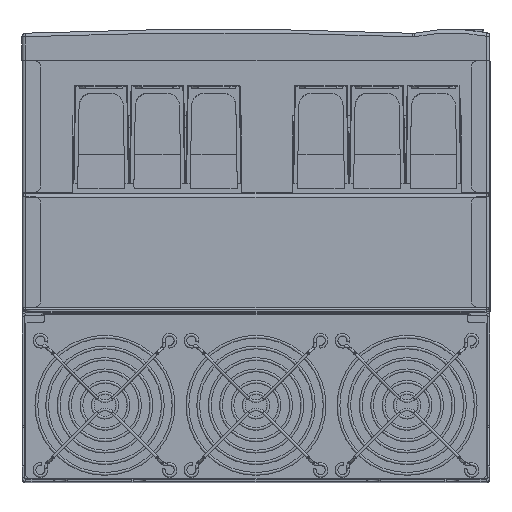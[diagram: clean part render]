
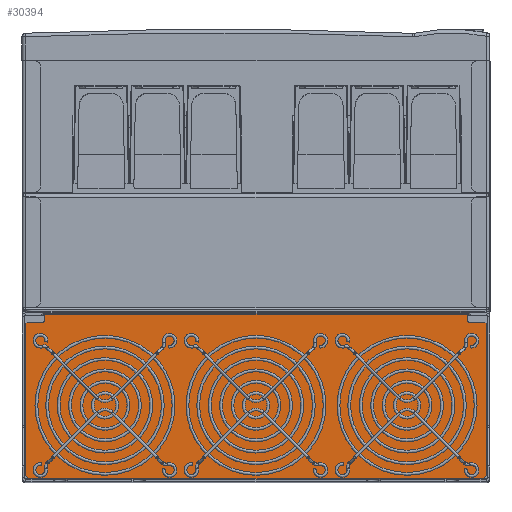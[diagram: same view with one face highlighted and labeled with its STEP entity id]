
A CAD part, top view. The second image highlights one B-rep face of the part: STEP entity #30394.
In plain terms, the highlighted planar face has unit normal (0, 0, 1).
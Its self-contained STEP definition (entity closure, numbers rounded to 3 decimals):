
#160 = ORIENTED_EDGE ( 'NONE', *, *, #4882, .F. ) ;
#415 = CARTESIAN_POINT ( 'NONE',  ( -135., -6., 40.5 ) ) ;
#591 = ORIENTED_EDGE ( 'NONE', *, *, #36985, .T. ) ;
#717 = VECTOR ( 'NONE', #12720, 1000. ) ;
#2210 = CARTESIAN_POINT ( 'NONE',  ( -147.25, -1.25, 40.5 ) ) ;
#2728 = AXIS2_PLACEMENT_3D ( 'NONE', #11211, #3926, #23782 ) ;
#2842 = DIRECTION ( 'NONE',  ( 1., 0., 0. ) ) ;
#3089 = EDGE_CURVE ( 'NONE', #15425, #26529, #23924, .T. ) ;
#3455 = CARTESIAN_POINT ( 'NONE',  ( 147.25, -1.25, 40.5 ) ) ;
#3926 = DIRECTION ( 'NONE',  ( 0., 0., 1. ) ) ;
#4100 = DIRECTION ( 'NONE',  ( -1., 0., 0. ) ) ;
#4336 = CARTESIAN_POINT ( 'NONE',  ( -147.25, -8., 40.5 ) ) ;
#4434 = VECTOR ( 'NONE', #22063, 1000. ) ;
#4441 = LINE ( 'NONE', #3455, #39408 ) ;
#4882 = EDGE_CURVE ( 'NONE', #23680, #39103, #18497, .T. ) ;
#4952 = CARTESIAN_POINT ( 'NONE',  ( 147.25, -105.25, 40.5 ) ) ;
#5293 = AXIS2_PLACEMENT_3D ( 'NONE', #25174, #15449, #4100 ) ;
#5441 = LINE ( 'NONE', #2210, #28735 ) ;
#5492 = VERTEX_POINT ( 'NONE', #4952 ) ;
#6116 = CARTESIAN_POINT ( 'NONE',  ( 145.25, -107.25, 40.5 ) ) ;
#6583 = ORIENTED_EDGE ( 'NONE', *, *, #13726, .F. ) ;
#6738 = LINE ( 'NONE', #30477, #717 ) ;
#7025 = VERTEX_POINT ( 'NONE', #4336 ) ;
#7349 = VECTOR ( 'NONE', #10602, 1000. ) ;
#8436 = VERTEX_POINT ( 'NONE', #26749 ) ;
#8613 = CARTESIAN_POINT ( 'NONE',  ( -123.25, 16., 40.5 ) ) ;
#8704 = CARTESIAN_POINT ( 'NONE',  ( -145.25, -107.25, 40.5 ) ) ;
#10208 = ORIENTED_EDGE ( 'NONE', *, *, #31588, .F. ) ;
#10495 = CARTESIAN_POINT ( 'NONE',  ( 147.25, -8., 40.5 ) ) ;
#10602 = DIRECTION ( 'NONE',  ( 1., 0., 0. ) ) ;
#11162 = VECTOR ( 'NONE', #14571, 1000. ) ;
#11211 = CARTESIAN_POINT ( 'NONE',  ( 136., -6., 40.5 ) ) ;
#11274 = VECTOR ( 'NONE', #2842, 1000. ) ;
#11928 = CARTESIAN_POINT ( 'NONE',  ( 135., -107.25, 40.5 ) ) ;
#12118 = VERTEX_POINT ( 'NONE', #12375 ) ;
#12124 = ORIENTED_EDGE ( 'NONE', *, *, #24278, .T. ) ;
#12375 = CARTESIAN_POINT ( 'NONE',  ( -135., -1.987, 40.5 ) ) ;
#12648 = EDGE_CURVE ( 'NONE', #5492, #18735, #4441, .T. ) ;
#12720 = DIRECTION ( 'NONE',  ( -0.707, 0.707, 0. ) ) ;
#12744 = LINE ( 'NONE', #8613, #29559 ) ;
#13726 = EDGE_CURVE ( 'NONE', #8436, #23680, #16937, .T. ) ;
#13734 = EDGE_CURVE ( 'NONE', #12118, #21754, #39215, .T. ) ;
#14057 = EDGE_CURVE ( 'NONE', #18735, #39103, #6738, .T. ) ;
#14571 = DIRECTION ( 'NONE',  ( -0.707, 0.707, 0. ) ) ;
#14643 = CIRCLE ( 'NONE', #5293, 1. ) ;
#14718 = FACE_OUTER_BOUND ( 'NONE', #31090, .T. ) ;
#15425 = VERTEX_POINT ( 'NONE', #19060 ) ;
#15449 = DIRECTION ( 'NONE',  ( 0., 0., -1. ) ) ;
#15702 = CARTESIAN_POINT ( 'NONE',  ( 135., -1.987, 40.5 ) ) ;
#16937 = CIRCLE ( 'NONE', #2728, 1. ) ;
#17079 = CARTESIAN_POINT ( 'NONE',  ( -72.625, -179.875, 40.5 ) ) ;
#17197 = VECTOR ( 'NONE', #26915, 1000. ) ;
#17429 = EDGE_CURVE ( 'NONE', #36245, #38154, #27258, .T. ) ;
#17670 = DIRECTION ( 'NONE',  ( 0., 0., 1. ) ) ;
#17723 = EDGE_CURVE ( 'NONE', #7025, #26529, #12744, .T. ) ;
#18497 = LINE ( 'NONE', #22710, #17197 ) ;
#18735 = VERTEX_POINT ( 'NONE', #10495 ) ;
#18930 = PLANE ( 'NONE',  #25311 ) ;
#19060 = CARTESIAN_POINT ( 'NONE',  ( -136., -7., 40.5 ) ) ;
#19671 = CARTESIAN_POINT ( 'NONE',  ( 146.25, -7., 40.5 ) ) ;
#19766 = ORIENTED_EDGE ( 'NONE', *, *, #14057, .T. ) ;
#20746 = ORIENTED_EDGE ( 'NONE', *, *, #37854, .T. ) ;
#21017 = ORIENTED_EDGE ( 'NONE', *, *, #3089, .T. ) ;
#21180 = VERTEX_POINT ( 'NONE', #15702 ) ;
#21206 = DIRECTION ( 'NONE',  ( -1., 0., 0. ) ) ;
#21754 = VERTEX_POINT ( 'NONE', #415 ) ;
#22063 = DIRECTION ( 'NONE',  ( 0., -1., 0. ) ) ;
#22146 = CARTESIAN_POINT ( 'NONE',  ( 0., -1.987, 40.5 ) ) ;
#22710 = CARTESIAN_POINT ( 'NONE',  ( 0., -7., 40.5 ) ) ;
#23091 = DIRECTION ( 'NONE',  ( 0., 1., 0. ) ) ;
#23295 = VECTOR ( 'NONE', #26682, 1000. ) ;
#23680 = VERTEX_POINT ( 'NONE', #29760 ) ;
#23728 = LINE ( 'NONE', #32097, #11274 ) ;
#23782 = DIRECTION ( 'NONE',  ( 1., 0., 0. ) ) ;
#23924 = LINE ( 'NONE', #37964, #24299 ) ;
#24278 = EDGE_CURVE ( 'NONE', #21754, #15425, #14643, .T. ) ;
#24299 = VECTOR ( 'NONE', #21206, 1000. ) ;
#24826 = EDGE_CURVE ( 'NONE', #38154, #7025, #5441, .T. ) ;
#25174 = CARTESIAN_POINT ( 'NONE',  ( -136., -6., 40.5 ) ) ;
#25311 = AXIS2_PLACEMENT_3D ( 'NONE', #25361, #17670, #34164 ) ;
#25361 = CARTESIAN_POINT ( 'NONE',  ( 0., -107.25, 40.5 ) ) ;
#25628 = ORIENTED_EDGE ( 'NONE', *, *, #28014, .F. ) ;
#25744 = LINE ( 'NONE', #34072, #31475 ) ;
#26529 = VERTEX_POINT ( 'NONE', #37660 ) ;
#26682 = DIRECTION ( 'NONE',  ( 0., -1., 0. ) ) ;
#26749 = CARTESIAN_POINT ( 'NONE',  ( 135., -6., 40.5 ) ) ;
#26915 = DIRECTION ( 'NONE',  ( 1., 0., 0. ) ) ;
#27258 = LINE ( 'NONE', #17079, #11162 ) ;
#28014 = EDGE_CURVE ( 'NONE', #12118, #21180, #30529, .T. ) ;
#28548 = DIRECTION ( 'NONE',  ( 0.707, 0.707, 0. ) ) ;
#28735 = VECTOR ( 'NONE', #23091, 1000. ) ;
#28949 = DIRECTION ( 'NONE',  ( 0.707, 0.707, 0. ) ) ;
#28989 = VERTEX_POINT ( 'NONE', #6116 ) ;
#29559 = VECTOR ( 'NONE', #28548, 1000. ) ;
#29760 = CARTESIAN_POINT ( 'NONE',  ( 136., -7., 40.5 ) ) ;
#30313 = ORIENTED_EDGE ( 'NONE', *, *, #13734, .T. ) ;
#30394 = ADVANCED_FACE ( 'NONE', ( #14718 ), #18930, .T. ) ;
#30477 = CARTESIAN_POINT ( 'NONE',  ( 123.25, 16., 40.5 ) ) ;
#30529 = LINE ( 'NONE', #22146, #7349 ) ;
#31090 = EDGE_LOOP ( 'NONE', ( #38701, #20746, #591, #34358, #19766, #160, #6583, #10208, #25628, #30313, #12124, #21017, #35598, #35351 ) ) ;
#31475 = VECTOR ( 'NONE', #28949, 1000. ) ;
#31588 = EDGE_CURVE ( 'NONE', #21180, #8436, #33610, .T. ) ;
#32097 = CARTESIAN_POINT ( 'NONE',  ( 0., -107.25, 40.5 ) ) ;
#33610 = LINE ( 'NONE', #11928, #4434 ) ;
#34062 = CARTESIAN_POINT ( 'NONE',  ( -147.25, -105.25, 40.5 ) ) ;
#34072 = CARTESIAN_POINT ( 'NONE',  ( 72.625, -179.875, 40.5 ) ) ;
#34164 = DIRECTION ( 'NONE',  ( 1., 0., 0. ) ) ;
#34358 = ORIENTED_EDGE ( 'NONE', *, *, #12648, .T. ) ;
#34997 = CARTESIAN_POINT ( 'NONE',  ( -135., -107.25, 40.5 ) ) ;
#35351 = ORIENTED_EDGE ( 'NONE', *, *, #24826, .F. ) ;
#35598 = ORIENTED_EDGE ( 'NONE', *, *, #17723, .F. ) ;
#36245 = VERTEX_POINT ( 'NONE', #8704 ) ;
#36985 = EDGE_CURVE ( 'NONE', #28989, #5492, #25744, .T. ) ;
#37660 = CARTESIAN_POINT ( 'NONE',  ( -146.25, -7., 40.5 ) ) ;
#37854 = EDGE_CURVE ( 'NONE', #36245, #28989, #23728, .T. ) ;
#37964 = CARTESIAN_POINT ( 'NONE',  ( 0., -7., 40.5 ) ) ;
#38154 = VERTEX_POINT ( 'NONE', #34062 ) ;
#38701 = ORIENTED_EDGE ( 'NONE', *, *, #17429, .F. ) ;
#39103 = VERTEX_POINT ( 'NONE', #19671 ) ;
#39215 = LINE ( 'NONE', #34997, #23295 ) ;
#39408 = VECTOR ( 'NONE', #40037, 1000. ) ;
#40037 = DIRECTION ( 'NONE',  ( 0., 1., 0. ) ) ;
